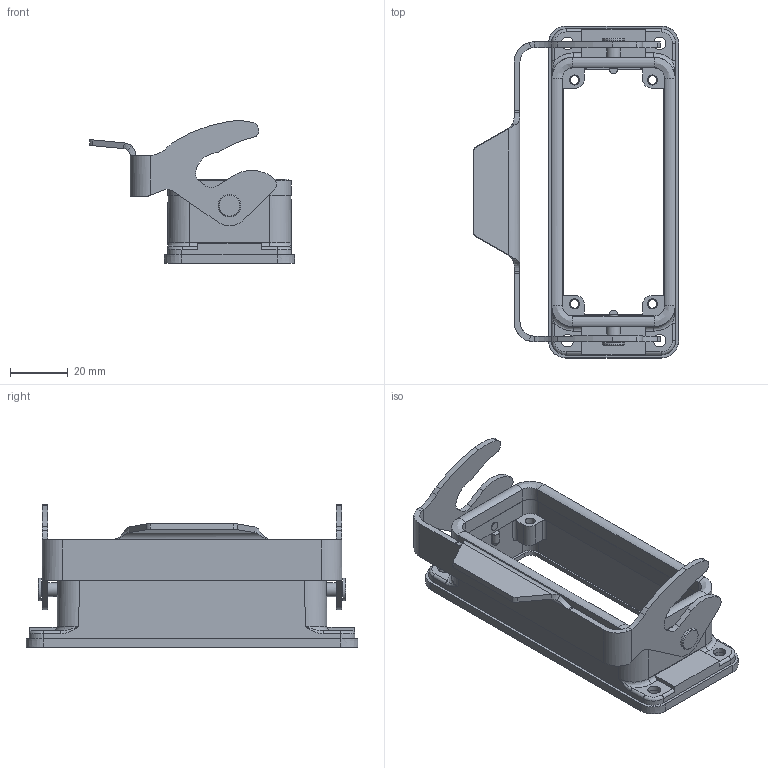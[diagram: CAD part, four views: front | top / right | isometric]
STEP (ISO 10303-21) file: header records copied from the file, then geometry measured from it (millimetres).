
FILE_DESCRIPTION(/* description */ (''),/* implementation_level */ '2;1');
FILE_NAME(/* name */ 'H16B-BK-1L.stp',/* time_stamp */ '2022-08-12T09:26:58+08:00',/* author */ (''),/* organization */ (''),/* preprocessor_version */ 'ST-DEVELOPER v16',/* originating_system */ 'SIEMENS PLM Software NX 10.0',/* authorisation */ '');
FILE_SCHEMA (('AUTOMOTIVE_DESIGN { 1 0 10303 214 3 1 1 1 }'));
Length unit declared in the file: millimetre
Products named in the file (1): Admi11682A00h6y9
Bounding box: 71.11 x 115.1 x 49.48 mm (x, y, z)
Volume: 40353 mm3; surface area: 33738.7 mm2
Topology: 1 solids, 2 shells, 410 faces, 1070 edges, 693 vertices
Faces by surface type: plane 183, cylinder 132, extrusion 53, bspline 28, cone 12, revolution 2
Full cylindrical faces by diameter (mm): 3 x6, 3.5 x4, 4.4 x4, 4.5 x4, 4.8 x4, 6.2 x4, 7.8 x2
Entity records: 13901 total; most frequent: CARTESIAN_POINT 4204, ORIENTED_EDGE 2062, DIRECTION 1810, EDGE_CURVE 1031, VERTEX_POINT 688, AXIS2_PLACEMENT_3D 610, VECTOR 588, LINE 535
